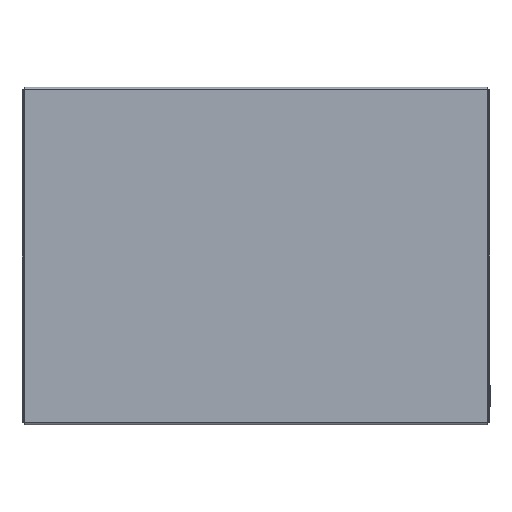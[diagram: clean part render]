
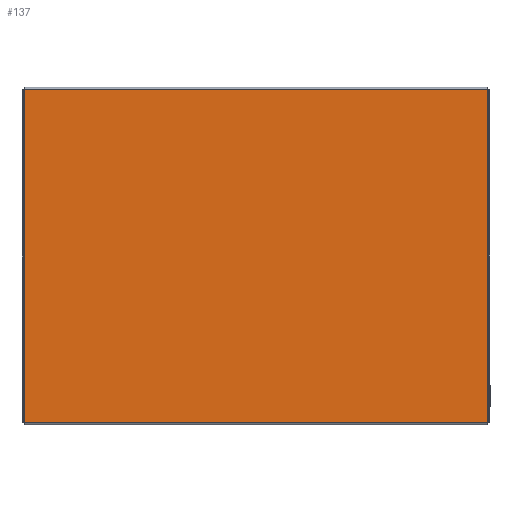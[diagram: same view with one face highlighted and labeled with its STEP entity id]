
A CAD part, front view. The second image highlights one B-rep face of the part: STEP entity #137.
In plain terms, the highlighted planar face has unit normal (0, -1, 0).
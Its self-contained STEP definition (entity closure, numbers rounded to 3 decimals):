
#26 = CARTESIAN_POINT ( 'NONE',  ( 219.8, -1.2, -157.8 ) ) ;
#82 = VERTEX_POINT ( 'NONE', #26 ) ;
#120 = CARTESIAN_POINT ( 'NONE',  ( 219.8, -1.2, 157.8 ) ) ;
#137 = ADVANCED_FACE ( 'NONE', ( #233 ), #1637, .F. ) ;
#227 = ORIENTED_EDGE ( 'NONE', *, *, #1337, .T. ) ;
#233 = FACE_OUTER_BOUND ( 'NONE', #2479, .T. ) ;
#257 = DIRECTION ( 'NONE',  ( 0., 1., 0. ) ) ;
#264 = CARTESIAN_POINT ( 'NONE',  ( 0., -1.2, 0. ) ) ;
#297 = AXIS2_PLACEMENT_3D ( 'NONE', #264, #257, #2044 ) ;
#310 = CARTESIAN_POINT ( 'NONE',  ( -219.8, -1.2, 157.8 ) ) ;
#624 = ORIENTED_EDGE ( 'NONE', *, *, #2431, .F. ) ;
#808 = DIRECTION ( 'NONE',  ( 1., 0., 0. ) ) ;
#829 = VERTEX_POINT ( 'NONE', #310 ) ;
#858 = VECTOR ( 'NONE', #1351, 1000. ) ;
#954 = LINE ( 'NONE', #1378, #858 ) ;
#1187 = CARTESIAN_POINT ( 'NONE',  ( -219.8, -1.2, -157.8 ) ) ;
#1261 = VECTOR ( 'NONE', #1833, 1000. ) ;
#1296 = VECTOR ( 'NONE', #808, 1000. ) ;
#1324 = LINE ( 'NONE', #2266, #1261 ) ;
#1337 = EDGE_CURVE ( 'NONE', #2371, #82, #2438, .T. ) ;
#1351 = DIRECTION ( 'NONE',  ( -1., 0., 0. ) ) ;
#1378 = CARTESIAN_POINT ( 'NONE',  ( 219.8, -1.2, 157.8 ) ) ;
#1555 = ORIENTED_EDGE ( 'NONE', *, *, #2527, .F. ) ;
#1637 = PLANE ( 'NONE',  #297 ) ;
#1659 = EDGE_CURVE ( 'NONE', #1943, #829, #954, .T. ) ;
#1824 = CARTESIAN_POINT ( 'NONE',  ( -219.8, -1.2, -157.8 ) ) ;
#1833 = DIRECTION ( 'NONE',  ( 0., 0., 1. ) ) ;
#1876 = VECTOR ( 'NONE', #2235, 1000. ) ;
#1943 = VERTEX_POINT ( 'NONE', #120 ) ;
#2044 = DIRECTION ( 'NONE',  ( 0., 0., 1. ) ) ;
#2149 = ORIENTED_EDGE ( 'NONE', *, *, #1659, .T. ) ;
#2235 = DIRECTION ( 'NONE',  ( 0., 0., -1. ) ) ;
#2266 = CARTESIAN_POINT ( 'NONE',  ( -219.8, -1.2, -158. ) ) ;
#2371 = VERTEX_POINT ( 'NONE', #1187 ) ;
#2405 = LINE ( 'NONE', #2445, #1876 ) ;
#2431 = EDGE_CURVE ( 'NONE', #1943, #82, #2405, .T. ) ;
#2438 = LINE ( 'NONE', #1824, #1296 ) ;
#2445 = CARTESIAN_POINT ( 'NONE',  ( 219.8, -1.2, 158. ) ) ;
#2479 = EDGE_LOOP ( 'NONE', ( #227, #624, #2149, #1555 ) ) ;
#2527 = EDGE_CURVE ( 'NONE', #2371, #829, #1324, .T. ) ;
